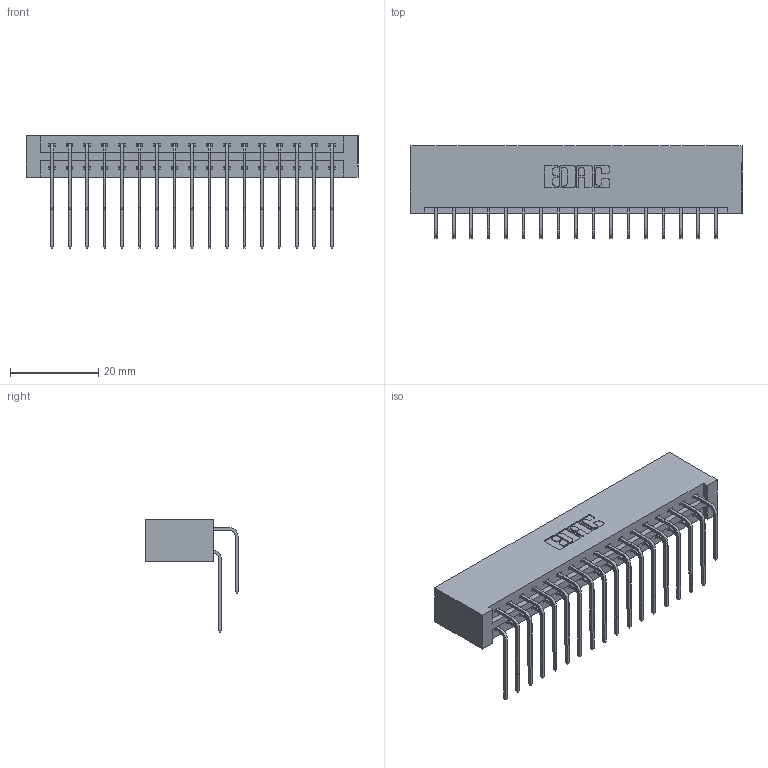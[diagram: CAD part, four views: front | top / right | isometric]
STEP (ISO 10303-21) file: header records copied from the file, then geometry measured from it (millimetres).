
FILE_DESCRIPTION (( 'STEP AP203' ), '1' );
FILE_NAME ('387-034-559-201.STEP', '2018-09-18T21:32:22', ( '' ), ( '' ), 'SwSTEP 2.0', 'SolidWorks 2016', '' );
FILE_SCHEMA (( 'CONFIG_CONTROL_DESIGN' ));
Length unit declared in the file: inch
Products named in the file (4): 387-034-559-201; 337 Part_No Mounting Lugs; 345-292-001_558 559 Tail - 1; 345-292-001_559 Tail - 2
Assembly tree (35 placements, depth 2):
  387-034-559-201
    337 Part_No Mounting Lugs
    345-292-001_558 559 Tail - 1  x17
    345-292-001_559 Tail - 2  x17
Bounding box: 75.23 x 20.9 x 25.53 mm (x, y, z)
Volume: 8552.9 mm3; surface area: 10467.2 mm2
Topology: 35 solids, 35 shells, 2010 faces, 5965 edges, 3930 vertices
Faces by surface type: plane 1426, cylinder 584
Entity records: 17921 total; most frequent: CARTESIAN_POINT 3085, ORIENTED_EDGE 2970, DIRECTION 2645, EDGE_CURVE 1485, LINE 1325, VECTOR 1325, VERTEX_POINT 986, AXIS2_PLACEMENT_3D 660
